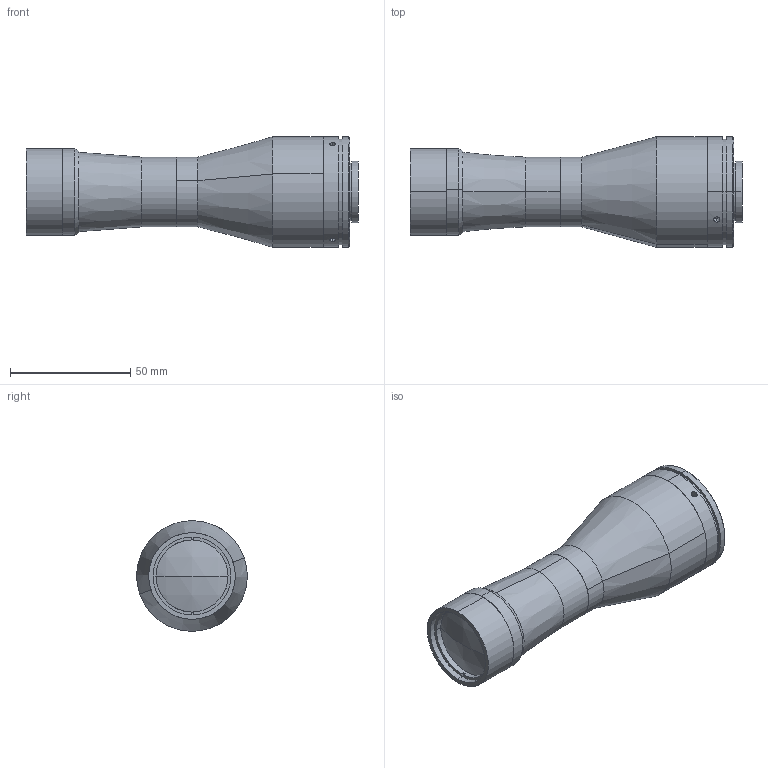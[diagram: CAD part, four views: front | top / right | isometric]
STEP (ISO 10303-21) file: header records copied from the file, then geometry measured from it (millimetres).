
FILE_DESCRIPTION (( 'STEP AP203' ), '1' );
FILE_NAME ('XF-5MDT074X65-1C-蚾饜极-20151117V5.STEP', '2016-02-22T01:40:35', ( 'cherishsunshine' ), ( '' ), 'SwSTEP 2.0', 'SolidWorks 2014', '' );
FILE_SCHEMA (( 'CONFIG_CONTROL_DESIGN' ));
Length unit declared in the file: millimetre
Products named in the file (1): XF-5MDT074X65-1C-蚾饜极-20151117V5
Bounding box: 138.05 x 46 x 46 mm (x, y, z)
Surface area: 23869.3 mm2 (no closed solid volume)
Topology: 0 solids, 10 shells, 68 faces, 168 edges, 113 vertices
Faces by surface type: cylinder 38, plane 20, cone 8, sphere 2
Entity records: 2318 total; most frequent: CARTESIAN_POINT 578, DIRECTION 388, ORIENTED_EDGE 286, EDGE_CURVE 168, AXIS2_PLACEMENT_3D 163, VERTEX_POINT 113, CIRCLE 94, EDGE_LOOP 83
